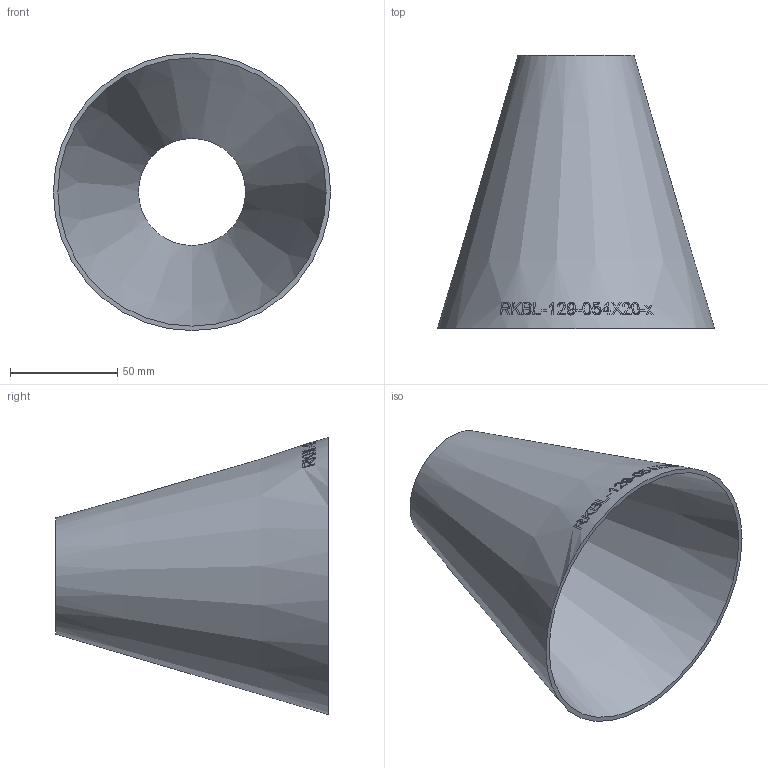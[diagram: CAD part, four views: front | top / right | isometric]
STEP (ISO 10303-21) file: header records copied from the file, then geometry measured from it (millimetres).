
FILE_DESCRIPTION (( 'STEP AP214' ), '1' );
FILE_NAME ('RKBL-129-054X20-x Reduzierung aus Blech 2006.STEP', '2020-06-10T10:19:27', ( '' ), ( '' ), 'SwSTEP 2.0', 'SolidWorks 2019', '' );
FILE_SCHEMA (( 'AUTOMOTIVE_DESIGN' ));
Length unit declared in the file: millimetre
Products named in the file (1): RKBL-129-054X20-x Reduzierung aus Blech 2006
Bounding box: 129 x 127 x 129 mm (x, y, z)
Volume: 74371.9 mm3; surface area: 75580.5 mm2
Topology: 1 solids, 1 shells, 224 faces, 594 edges, 396 vertices
Faces by surface type: bspline 196, cone 26, plane 2
Entity records: 27576 total; most frequent: CARTESIAN_POINT 21380, ORIENTED_EDGE 1184, EDGE_CURVE 592, B_SPLINE_CURVE_WITH_KNOTS 588, VERTEX_POINT 396, EDGE_LOOP 252, ADVANCED_FACE 224, FACE_OUTER_BOUND 224
